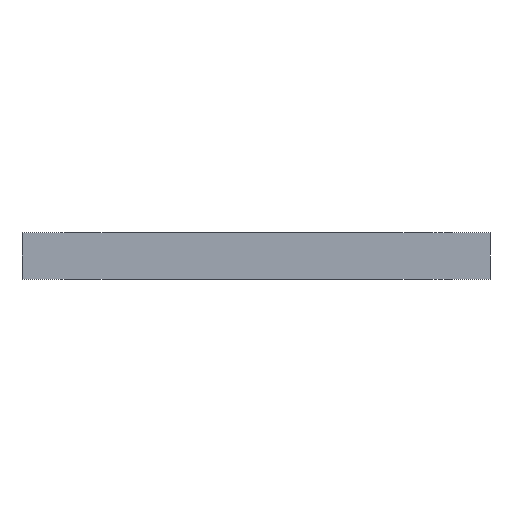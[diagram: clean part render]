
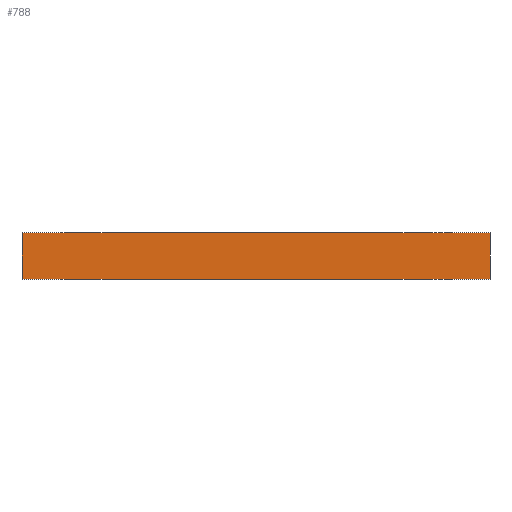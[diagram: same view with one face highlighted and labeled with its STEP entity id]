
A CAD part, front view. The second image highlights one B-rep face of the part: STEP entity #788.
In plain terms, the highlighted planar face has unit normal (0, -1, 0).
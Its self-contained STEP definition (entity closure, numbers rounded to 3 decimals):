
#73 = AXIS2_PLACEMENT_3D ( 'NONE', #499, #835, #1293 ) ;
#93 = DIRECTION ( 'NONE',  ( 0., 0., -1. ) ) ;
#115 = VERTEX_POINT ( 'NONE', #768 ) ;
#176 = VERTEX_POINT ( 'NONE', #444 ) ;
#237 = CARTESIAN_POINT ( 'NONE',  ( 30., -83., 3. ) ) ;
#264 = LINE ( 'NONE', #520, #663 ) ;
#313 = CARTESIAN_POINT ( 'NONE',  ( 0., -83., 3. ) ) ;
#314 = EDGE_CURVE ( 'NONE', #176, #773, #264, .T. ) ;
#330 = DIRECTION ( 'NONE',  ( 1., 0., 0. ) ) ;
#345 = LINE ( 'NONE', #237, #1382 ) ;
#397 = PLANE ( 'NONE',  #73 ) ;
#435 = EDGE_CURVE ( 'NONE', #781, #115, #556, .T. ) ;
#444 = CARTESIAN_POINT ( 'NONE',  ( 30., -83., 3. ) ) ;
#492 = CARTESIAN_POINT ( 'NONE',  ( 0., -83., 3. ) ) ;
#499 = CARTESIAN_POINT ( 'NONE',  ( 30., -83., 3. ) ) ;
#512 = FACE_OUTER_BOUND ( 'NONE', #625, .T. ) ;
#520 = CARTESIAN_POINT ( 'NONE',  ( 30., -83., 3. ) ) ;
#521 = ORIENTED_EDGE ( 'NONE', *, *, #1119, .T. ) ;
#524 = ORIENTED_EDGE ( 'NONE', *, *, #314, .F. ) ;
#556 = LINE ( 'NONE', #313, #1003 ) ;
#606 = CARTESIAN_POINT ( 'NONE',  ( 30., -83., 0. ) ) ;
#619 = ORIENTED_EDGE ( 'NONE', *, *, #435, .T. ) ;
#625 = EDGE_LOOP ( 'NONE', ( #521, #524, #1257, #619 ) ) ;
#663 = VECTOR ( 'NONE', #1159, 1000. ) ;
#768 = CARTESIAN_POINT ( 'NONE',  ( 0., -83., 0. ) ) ;
#773 = VERTEX_POINT ( 'NONE', #606 ) ;
#781 = VERTEX_POINT ( 'NONE', #492 ) ;
#788 = ADVANCED_FACE ( 'NONE', ( #512 ), #397, .F. ) ;
#824 = LINE ( 'NONE', #1178, #1380 ) ;
#835 = DIRECTION ( 'NONE',  ( 0., 1., 0. ) ) ;
#1003 = VECTOR ( 'NONE', #93, 1000. ) ;
#1119 = EDGE_CURVE ( 'NONE', #115, #773, #824, .T. ) ;
#1159 = DIRECTION ( 'NONE',  ( 0., 0., -1. ) ) ;
#1170 = DIRECTION ( 'NONE',  ( 1., 0., 0. ) ) ;
#1178 = CARTESIAN_POINT ( 'NONE',  ( 30., -83., 0. ) ) ;
#1257 = ORIENTED_EDGE ( 'NONE', *, *, #1418, .F. ) ;
#1293 = DIRECTION ( 'NONE',  ( 0., 0., 1. ) ) ;
#1380 = VECTOR ( 'NONE', #1170, 1000. ) ;
#1382 = VECTOR ( 'NONE', #330, 1000. ) ;
#1418 = EDGE_CURVE ( 'NONE', #781, #176, #345, .T. ) ;
